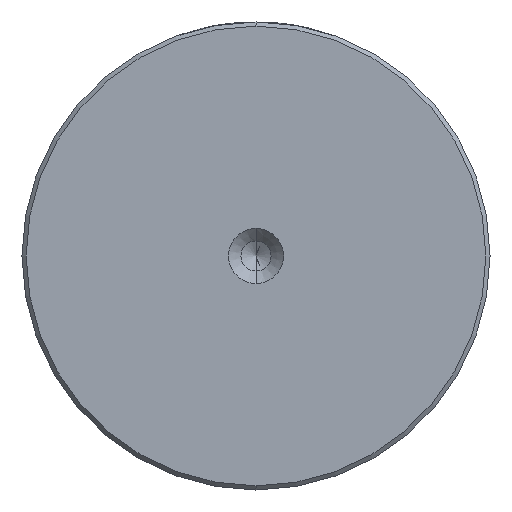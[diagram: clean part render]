
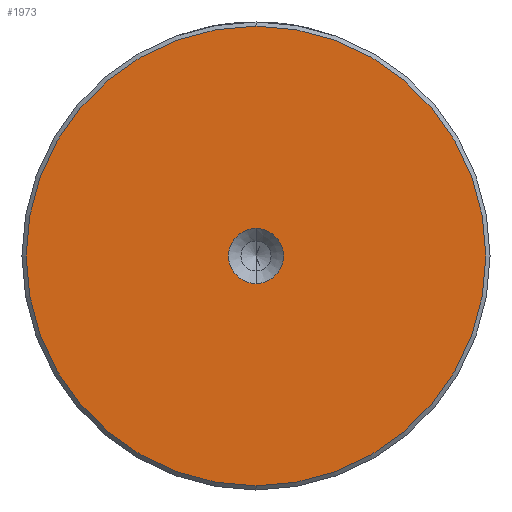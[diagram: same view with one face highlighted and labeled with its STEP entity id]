
A CAD part, left-side view. The second image highlights one B-rep face of the part: STEP entity #1973.
In plain terms, the highlighted planar face has unit normal (-1, 0, 0).
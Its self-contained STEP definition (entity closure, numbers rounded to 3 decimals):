
#90 = AXIS2_PLACEMENT_3D ( 'NONE', #2644, #1336, #2865 ) ;
#212 = EDGE_LOOP ( 'NONE', ( #2411, #694 ) ) ;
#303 = DIRECTION ( 'NONE',  ( 0., 0., 1. ) ) ;
#431 = ORIENTED_EDGE ( 'NONE', *, *, #2467, .F. ) ;
#570 = DIRECTION ( 'NONE',  ( -1., 0., 0. ) ) ;
#587 = EDGE_LOOP ( 'NONE', ( #431, #1848 ) ) ;
#639 = CARTESIAN_POINT ( 'NONE',  ( 0., 0., 3.3 ) ) ;
#665 = AXIS2_PLACEMENT_3D ( 'NONE', #992, #1654, #303 ) ;
#694 = ORIENTED_EDGE ( 'NONE', *, *, #1056, .T. ) ;
#717 = AXIS2_PLACEMENT_3D ( 'NONE', #2030, #720, #2251 ) ;
#720 = DIRECTION ( 'NONE',  ( -1., 0., 0. ) ) ;
#830 = DIRECTION ( 'NONE',  ( -1., 0., 0. ) ) ;
#914 = CARTESIAN_POINT ( 'NONE',  ( 0., 0., 27.5 ) ) ;
#926 = FACE_BOUND ( 'NONE', #587, .T. ) ;
#992 = CARTESIAN_POINT ( 'NONE',  ( 0., 0., 0. ) ) ;
#1053 = VERTEX_POINT ( 'NONE', #1976 ) ;
#1056 = EDGE_CURVE ( 'NONE', #1728, #1053, #1535, .T. ) ;
#1149 = EDGE_CURVE ( 'NONE', #1053, #1728, #1333, .T. ) ;
#1245 = CIRCLE ( 'NONE', #2131, 3.3 ) ;
#1333 = CIRCLE ( 'NONE', #717, 27.5 ) ;
#1336 = DIRECTION ( 'NONE',  ( -1., 0., 0. ) ) ;
#1535 = CIRCLE ( 'NONE', #90, 27.5 ) ;
#1654 = DIRECTION ( 'NONE',  ( -1., 0., 0. ) ) ;
#1728 = VERTEX_POINT ( 'NONE', #914 ) ;
#1848 = ORIENTED_EDGE ( 'NONE', *, *, #2152, .F. ) ;
#1894 = CARTESIAN_POINT ( 'NONE',  ( 0., 0., 0. ) ) ;
#1973 = ADVANCED_FACE ( 'NONE', ( #2619, #926 ), #2527, .T. ) ;
#1976 = CARTESIAN_POINT ( 'NONE',  ( 0., 0., -27.5 ) ) ;
#2030 = CARTESIAN_POINT ( 'NONE',  ( 0., 0., 0. ) ) ;
#2072 = AXIS2_PLACEMENT_3D ( 'NONE', #1894, #570, #2107 ) ;
#2107 = DIRECTION ( 'NONE',  ( 0., 0., 1. ) ) ;
#2131 = AXIS2_PLACEMENT_3D ( 'NONE', #2141, #830, #2364 ) ;
#2141 = CARTESIAN_POINT ( 'NONE',  ( 0., 0., 0. ) ) ;
#2152 = EDGE_CURVE ( 'NONE', #2819, #2661, #1245, .T. ) ;
#2213 = CARTESIAN_POINT ( 'NONE',  ( 0., 0., -3.3 ) ) ;
#2251 = DIRECTION ( 'NONE',  ( 0., 0., 1. ) ) ;
#2364 = DIRECTION ( 'NONE',  ( 0., 0., 1. ) ) ;
#2411 = ORIENTED_EDGE ( 'NONE', *, *, #1149, .T. ) ;
#2443 = CIRCLE ( 'NONE', #2072, 3.3 ) ;
#2467 = EDGE_CURVE ( 'NONE', #2661, #2819, #2443, .T. ) ;
#2527 = PLANE ( 'NONE',  #665 ) ;
#2619 = FACE_OUTER_BOUND ( 'NONE', #212, .T. ) ;
#2644 = CARTESIAN_POINT ( 'NONE',  ( 0., 0., 0. ) ) ;
#2661 = VERTEX_POINT ( 'NONE', #639 ) ;
#2819 = VERTEX_POINT ( 'NONE', #2213 ) ;
#2865 = DIRECTION ( 'NONE',  ( 0., 0., 1. ) ) ;
